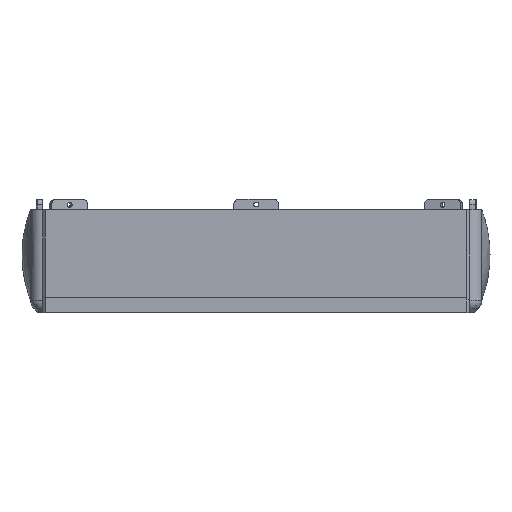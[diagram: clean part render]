
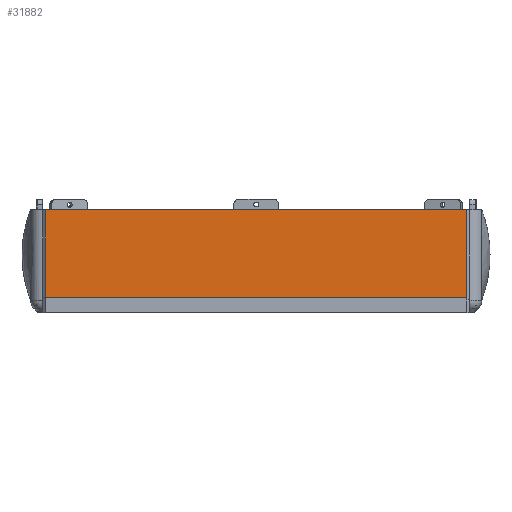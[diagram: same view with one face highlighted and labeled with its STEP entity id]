
A CAD part, front view. The second image highlights one B-rep face of the part: STEP entity #31882.
In plain terms, the highlighted planar face has unit normal (0, -1, 0).
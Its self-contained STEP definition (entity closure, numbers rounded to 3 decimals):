
#2037=FACE_OUTER_BOUND('',#3918,.T.);
#3918=EDGE_LOOP('',(#21357,#21358,#21359,#21360,#21361,#21362));
#5925=LINE('',#45250,#9568);
#5950=LINE('',#45303,#9593);
#5987=LINE('',#45407,#9630);
#5989=LINE('',#45411,#9632);
#5990=LINE('',#45413,#9633);
#5991=LINE('',#45414,#9634);
#9568=VECTOR('',#36500,10.);
#9593=VECTOR('',#36543,10.);
#9630=VECTOR('',#36602,10.);
#9632=VECTOR('',#36606,10.);
#9633=VECTOR('',#36607,10.);
#9634=VECTOR('',#36608,10.);
#13350=VERTEX_POINT('',#45247);
#13351=VERTEX_POINT('',#45249);
#13370=VERTEX_POINT('',#45301);
#13406=VERTEX_POINT('',#45406);
#13407=VERTEX_POINT('',#45410);
#13408=VERTEX_POINT('',#45412);
#16444=EDGE_CURVE('',#13351,#13350,#5925,.T.);
#16470=EDGE_CURVE('',#13350,#13370,#5950,.T.);
#16512=EDGE_CURVE('',#13351,#13406,#5987,.T.);
#16514=EDGE_CURVE('',#13407,#13370,#5989,.T.);
#16515=EDGE_CURVE('',#13408,#13407,#5990,.T.);
#16516=EDGE_CURVE('',#13408,#13406,#5991,.T.);
#21357=ORIENTED_EDGE('',*,*,#16444,.T.);
#21358=ORIENTED_EDGE('',*,*,#16470,.T.);
#21359=ORIENTED_EDGE('',*,*,#16514,.F.);
#21360=ORIENTED_EDGE('',*,*,#16515,.F.);
#21361=ORIENTED_EDGE('',*,*,#16516,.T.);
#21362=ORIENTED_EDGE('',*,*,#16512,.F.);
#30686=PLANE('',#33773);
#31882=ADVANCED_FACE('',(#2037),#30686,.T.);
#33773=AXIS2_PLACEMENT_3D('',#45409,#36604,#36605);
#36500=DIRECTION('',(1.,0.,0.));
#36543=DIRECTION('',(0.,0.,-1.));
#36602=DIRECTION('',(0.,0.,1.));
#36604=DIRECTION('center_axis',(0.,-1.,0.));
#36605=DIRECTION('ref_axis',(0.,0.,-1.));
#36606=DIRECTION('',(-1.,0.,0.));
#36607=DIRECTION('',(0.,0.,-1.));
#36608=DIRECTION('',(-1.,0.,0.));
#45247=CARTESIAN_POINT('',(-12.127,-132.505,5.168));
#45249=CARTESIAN_POINT('',(-111.168,-132.505,5.168));
#45250=CARTESIAN_POINT('',(-68.671,-132.505,5.168));
#45301=CARTESIAN_POINT('',(-12.127,-132.505,5.071));
#45303=CARTESIAN_POINT('',(-12.127,-132.505,-1.));
#45406=CARTESIAN_POINT('',(-111.168,-132.505,41.));
#45407=CARTESIAN_POINT('',(-111.168,-132.505,20.));
#45409=CARTESIAN_POINT('Origin',(-112.168,-132.505,-1.));
#45410=CARTESIAN_POINT('',(60.832,-132.505,5.071));
#45411=CARTESIAN_POINT('',(-112.168,-132.505,5.071));
#45412=CARTESIAN_POINT('',(60.832,-132.505,41.));
#45413=CARTESIAN_POINT('',(60.832,-132.505,1.536));
#45414=CARTESIAN_POINT('',(-68.668,-132.505,41.));
